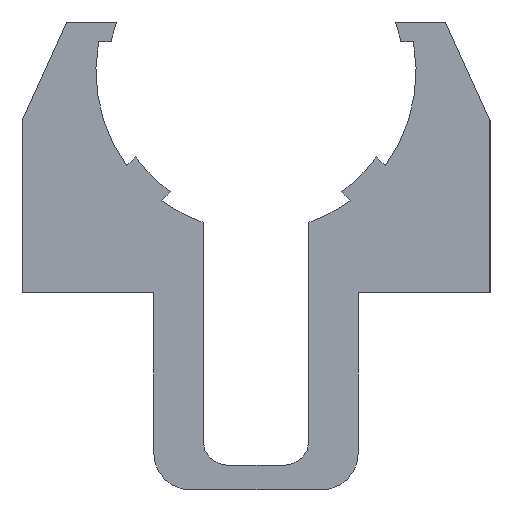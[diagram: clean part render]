
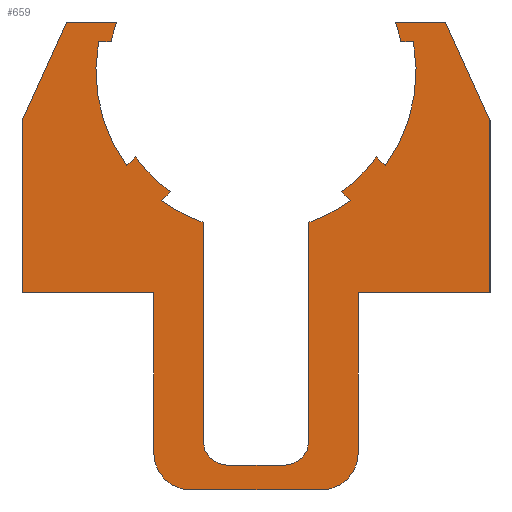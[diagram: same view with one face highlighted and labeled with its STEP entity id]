
A CAD part, left-side view. The second image highlights one B-rep face of the part: STEP entity #659.
In plain terms, the highlighted planar face has unit normal (-1, 0, 0).
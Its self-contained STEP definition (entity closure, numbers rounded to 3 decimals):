
#49=FACE_OUTER_BOUND('',#83,.T.);
#83=EDGE_LOOP('',(#536,#537,#538,#539,#540,#541,#542,#543,#544,#545,#546,
#547,#548,#549,#550,#551,#552,#553,#554,#555,#556,#557,#558,#559,#560,#561,
#562,#563,#564,#565,#566,#567));
#117=LINE('',#992,#189);
#120=LINE('',#997,#192);
#123=LINE('',#1005,#195);
#126=LINE('',#1013,#198);
#129=LINE('',#1021,#201);
#132=LINE('',#1029,#204);
#135=LINE('',#1037,#207);
#138=LINE('',#1045,#210);
#141=LINE('',#1053,#213);
#144=LINE('',#1061,#216);
#147=LINE('',#1069,#219);
#148=LINE('',#1074,#220);
#149=LINE('',#1076,#221);
#150=LINE('',#1078,#222);
#151=LINE('',#1080,#223);
#152=LINE('',#1082,#224);
#153=LINE('',#1086,#225);
#154=LINE('',#1090,#226);
#155=LINE('',#1092,#227);
#156=LINE('',#1093,#228);
#189=VECTOR('',#783,1000.);
#192=VECTOR('',#788,1000.);
#195=VECTOR('',#797,1000.);
#198=VECTOR('',#806,1000.);
#201=VECTOR('',#815,1000.);
#204=VECTOR('',#824,1000.);
#207=VECTOR('',#833,1000.);
#210=VECTOR('',#842,1000.);
#213=VECTOR('',#851,1000.);
#216=VECTOR('',#860,1000.);
#219=VECTOR('',#869,1000.);
#220=VECTOR('',#874,1000.);
#221=VECTOR('',#875,1000.);
#222=VECTOR('',#876,1000.);
#223=VECTOR('',#877,1000.);
#224=VECTOR('',#878,1000.);
#225=VECTOR('',#881,1000.);
#226=VECTOR('',#884,1000.);
#227=VECTOR('',#885,1000.);
#228=VECTOR('',#886,1000.);
#252=CIRCLE('',#690,6.);
#253=CIRCLE('',#693,6.5);
#254=CIRCLE('',#696,6.);
#255=CIRCLE('',#699,6.5);
#256=CIRCLE('',#702,1.);
#257=CIRCLE('',#705,1.);
#258=CIRCLE('',#708,6.5);
#259=CIRCLE('',#711,6.);
#260=CIRCLE('',#714,6.5);
#261=CIRCLE('',#717,6.);
#262=CIRCLE('',#718,1.5);
#263=CIRCLE('',#719,1.5);
#296=VERTEX_POINT('',#989);
#297=VERTEX_POINT('',#991);
#298=VERTEX_POINT('',#995);
#299=VERTEX_POINT('',#999);
#300=VERTEX_POINT('',#1003);
#301=VERTEX_POINT('',#1007);
#302=VERTEX_POINT('',#1011);
#303=VERTEX_POINT('',#1015);
#304=VERTEX_POINT('',#1019);
#305=VERTEX_POINT('',#1023);
#306=VERTEX_POINT('',#1027);
#307=VERTEX_POINT('',#1031);
#308=VERTEX_POINT('',#1035);
#309=VERTEX_POINT('',#1039);
#310=VERTEX_POINT('',#1043);
#311=VERTEX_POINT('',#1047);
#312=VERTEX_POINT('',#1051);
#313=VERTEX_POINT('',#1055);
#314=VERTEX_POINT('',#1059);
#315=VERTEX_POINT('',#1063);
#316=VERTEX_POINT('',#1067);
#317=VERTEX_POINT('',#1071);
#318=VERTEX_POINT('',#1073);
#319=VERTEX_POINT('',#1075);
#320=VERTEX_POINT('',#1077);
#321=VERTEX_POINT('',#1079);
#322=VERTEX_POINT('',#1081);
#323=VERTEX_POINT('',#1083);
#324=VERTEX_POINT('',#1085);
#325=VERTEX_POINT('',#1087);
#326=VERTEX_POINT('',#1089);
#327=VERTEX_POINT('',#1091);
#361=EDGE_CURVE('',#296,#297,#117,.T.);
#364=EDGE_CURVE('',#298,#296,#120,.T.);
#366=EDGE_CURVE('',#299,#298,#252,.T.);
#368=EDGE_CURVE('',#300,#299,#123,.T.);
#370=EDGE_CURVE('',#301,#300,#253,.T.);
#372=EDGE_CURVE('',#302,#301,#126,.T.);
#374=EDGE_CURVE('',#303,#302,#254,.T.);
#376=EDGE_CURVE('',#304,#303,#129,.T.);
#378=EDGE_CURVE('',#305,#304,#255,.T.);
#380=EDGE_CURVE('',#306,#305,#132,.T.);
#382=EDGE_CURVE('',#307,#306,#256,.T.);
#384=EDGE_CURVE('',#308,#307,#135,.T.);
#386=EDGE_CURVE('',#309,#308,#257,.T.);
#388=EDGE_CURVE('',#310,#309,#138,.T.);
#390=EDGE_CURVE('',#311,#310,#258,.T.);
#392=EDGE_CURVE('',#312,#311,#141,.T.);
#394=EDGE_CURVE('',#313,#312,#259,.T.);
#396=EDGE_CURVE('',#314,#313,#144,.T.);
#398=EDGE_CURVE('',#315,#314,#260,.T.);
#400=EDGE_CURVE('',#316,#315,#147,.T.);
#401=EDGE_CURVE('',#317,#316,#261,.T.);
#402=EDGE_CURVE('',#318,#317,#148,.T.);
#403=EDGE_CURVE('',#319,#318,#149,.T.);
#404=EDGE_CURVE('',#320,#319,#150,.T.);
#405=EDGE_CURVE('',#321,#320,#151,.T.);
#406=EDGE_CURVE('',#322,#321,#152,.T.);
#407=EDGE_CURVE('',#323,#322,#262,.T.);
#408=EDGE_CURVE('',#324,#323,#153,.T.);
#409=EDGE_CURVE('',#325,#324,#263,.T.);
#410=EDGE_CURVE('',#326,#325,#154,.T.);
#411=EDGE_CURVE('',#327,#326,#155,.T.);
#412=EDGE_CURVE('',#297,#327,#156,.T.);
#536=ORIENTED_EDGE('',*,*,#394,.F.);
#537=ORIENTED_EDGE('',*,*,#396,.F.);
#538=ORIENTED_EDGE('',*,*,#398,.F.);
#539=ORIENTED_EDGE('',*,*,#400,.F.);
#540=ORIENTED_EDGE('',*,*,#401,.F.);
#541=ORIENTED_EDGE('',*,*,#402,.F.);
#542=ORIENTED_EDGE('',*,*,#403,.F.);
#543=ORIENTED_EDGE('',*,*,#404,.F.);
#544=ORIENTED_EDGE('',*,*,#405,.F.);
#545=ORIENTED_EDGE('',*,*,#406,.F.);
#546=ORIENTED_EDGE('',*,*,#407,.F.);
#547=ORIENTED_EDGE('',*,*,#408,.F.);
#548=ORIENTED_EDGE('',*,*,#409,.F.);
#549=ORIENTED_EDGE('',*,*,#410,.F.);
#550=ORIENTED_EDGE('',*,*,#411,.F.);
#551=ORIENTED_EDGE('',*,*,#412,.F.);
#552=ORIENTED_EDGE('',*,*,#361,.F.);
#553=ORIENTED_EDGE('',*,*,#364,.F.);
#554=ORIENTED_EDGE('',*,*,#366,.F.);
#555=ORIENTED_EDGE('',*,*,#368,.F.);
#556=ORIENTED_EDGE('',*,*,#370,.F.);
#557=ORIENTED_EDGE('',*,*,#372,.F.);
#558=ORIENTED_EDGE('',*,*,#374,.F.);
#559=ORIENTED_EDGE('',*,*,#376,.F.);
#560=ORIENTED_EDGE('',*,*,#378,.F.);
#561=ORIENTED_EDGE('',*,*,#380,.F.);
#562=ORIENTED_EDGE('',*,*,#382,.F.);
#563=ORIENTED_EDGE('',*,*,#384,.F.);
#564=ORIENTED_EDGE('',*,*,#386,.F.);
#565=ORIENTED_EDGE('',*,*,#388,.F.);
#566=ORIENTED_EDGE('',*,*,#390,.F.);
#567=ORIENTED_EDGE('',*,*,#392,.F.);
#628=PLANE('',#716);
#659=ADVANCED_FACE('',(#49),#628,.F.);
#690=AXIS2_PLACEMENT_3D('',#1001,#792,#793);
#693=AXIS2_PLACEMENT_3D('',#1009,#801,#802);
#696=AXIS2_PLACEMENT_3D('',#1017,#810,#811);
#699=AXIS2_PLACEMENT_3D('',#1025,#819,#820);
#702=AXIS2_PLACEMENT_3D('',#1033,#828,#829);
#705=AXIS2_PLACEMENT_3D('',#1041,#837,#838);
#708=AXIS2_PLACEMENT_3D('',#1049,#846,#847);
#711=AXIS2_PLACEMENT_3D('',#1057,#855,#856);
#714=AXIS2_PLACEMENT_3D('',#1065,#864,#865);
#716=AXIS2_PLACEMENT_3D('',#1070,#870,#871);
#717=AXIS2_PLACEMENT_3D('',#1072,#872,#873);
#718=AXIS2_PLACEMENT_3D('',#1084,#879,#880);
#719=AXIS2_PLACEMENT_3D('',#1088,#882,#883);
#783=DIRECTION('',(0.,-0.412,-0.911));
#788=DIRECTION('',(0.,-1.,0.));
#792=DIRECTION('center_axis',(-1.,0.,0.));
#793=DIRECTION('ref_axis',(0.,0.,1.));
#797=DIRECTION('',(0.,1.,0.));
#801=DIRECTION('center_axis',(-1.,0.,0.));
#802=DIRECTION('ref_axis',(0.,0.,1.));
#806=DIRECTION('',(0.,-0.707,-0.707));
#810=DIRECTION('center_axis',(-1.,0.,0.));
#811=DIRECTION('ref_axis',(0.,0.,1.));
#815=DIRECTION('',(0.,0.707,0.707));
#819=DIRECTION('center_axis',(-1.,0.,0.));
#820=DIRECTION('ref_axis',(0.,0.,1.));
#824=DIRECTION('',(0.,0.,1.));
#828=DIRECTION('center_axis',(-1.,0.,0.));
#829=DIRECTION('ref_axis',(0.,0.,1.));
#833=DIRECTION('',(0.,-1.,0.));
#837=DIRECTION('center_axis',(-1.,0.,0.));
#838=DIRECTION('ref_axis',(0.,0.,1.));
#842=DIRECTION('',(0.,0.,-1.));
#846=DIRECTION('center_axis',(-1.,0.,0.));
#847=DIRECTION('ref_axis',(0.,0.,1.));
#851=DIRECTION('',(0.,0.707,-0.707));
#855=DIRECTION('center_axis',(-1.,0.,0.));
#856=DIRECTION('ref_axis',(0.,0.,1.));
#860=DIRECTION('',(0.,-0.707,0.707));
#864=DIRECTION('center_axis',(-1.,0.,0.));
#865=DIRECTION('ref_axis',(0.,0.,1.));
#869=DIRECTION('',(0.,1.,0.));
#870=DIRECTION('center_axis',(1.,0.,0.));
#871=DIRECTION('ref_axis',(0.,1.,0.));
#872=DIRECTION('center_axis',(-1.,0.,0.));
#873=DIRECTION('ref_axis',(0.,0.,1.));
#874=DIRECTION('',(0.,-1.,0.));
#875=DIRECTION('',(0.,-0.412,0.911));
#876=DIRECTION('',(0.,0.,1.));
#877=DIRECTION('',(0.,1.,0.));
#878=DIRECTION('',(0.,0.,1.));
#879=DIRECTION('center_axis',(1.,0.,0.));
#880=DIRECTION('ref_axis',(0.,0.,1.));
#881=DIRECTION('',(0.,1.,0.));
#882=DIRECTION('center_axis',(1.,0.,0.));
#883=DIRECTION('ref_axis',(0.,0.,1.));
#884=DIRECTION('',(0.,0.,-1.));
#885=DIRECTION('',(0.,1.,0.));
#886=DIRECTION('',(0.,0.,-1.));
#989=CARTESIAN_POINT('',(0.,-7.69,19.));
#991=CARTESIAN_POINT('',(0.,-9.5,15.));
#992=CARTESIAN_POINT('',(0.,-7.412,19.614));
#995=CARTESIAN_POINT('',(0.,-5.657,19.));
#997=CARTESIAN_POINT('',(0.,-2.828,19.));
#999=CARTESIAN_POINT('',(0.,-5.879,18.2));
#1001=CARTESIAN_POINT('Origin',(0.,0.,17.));
#1003=CARTESIAN_POINT('',(0.,-6.388,18.2));
#1005=CARTESIAN_POINT('',(0.,-3.194,18.2));
#1007=CARTESIAN_POINT('',(0.,-5.249,13.166));
#1009=CARTESIAN_POINT('Origin',(0.,0.,17.));
#1011=CARTESIAN_POINT('',(0.,-4.89,13.524));
#1013=CARTESIAN_POINT('',(0.,-2.799,15.615));
#1015=CARTESIAN_POINT('',(0.,-3.476,12.11));
#1017=CARTESIAN_POINT('Origin',(0.,0.,17.));
#1019=CARTESIAN_POINT('',(0.,-3.834,11.751));
#1021=CARTESIAN_POINT('',(0.,-1.385,14.201));
#1023=CARTESIAN_POINT('',(0.,-2.15,10.866));
#1025=CARTESIAN_POINT('Origin',(0.,0.,17.));
#1027=CARTESIAN_POINT('',(0.,-2.15,2.));
#1029=CARTESIAN_POINT('',(0.,-2.15,13.933));
#1031=CARTESIAN_POINT('',(0.,-1.15,1.));
#1033=CARTESIAN_POINT('Origin',(0.,-1.15,2.));
#1035=CARTESIAN_POINT('',(0.,1.15,1.));
#1037=CARTESIAN_POINT('',(0.,-0.575,1.));
#1039=CARTESIAN_POINT('',(0.,2.15,2.));
#1041=CARTESIAN_POINT('Origin',(0.,1.15,2.));
#1043=CARTESIAN_POINT('',(0.,2.15,10.866));
#1045=CARTESIAN_POINT('',(0.,2.15,13.933));
#1047=CARTESIAN_POINT('',(0.,3.834,11.751));
#1049=CARTESIAN_POINT('Origin',(0.,0.,17.));
#1051=CARTESIAN_POINT('',(0.,3.476,12.11));
#1053=CARTESIAN_POINT('',(0.,1.385,14.201));
#1055=CARTESIAN_POINT('',(0.,4.89,13.524));
#1057=CARTESIAN_POINT('Origin',(0.,0.,17.));
#1059=CARTESIAN_POINT('',(0.,5.249,13.166));
#1061=CARTESIAN_POINT('',(0.,2.799,15.615));
#1063=CARTESIAN_POINT('',(0.,6.388,18.2));
#1065=CARTESIAN_POINT('Origin',(0.,0.,17.));
#1067=CARTESIAN_POINT('',(0.,5.879,18.2));
#1069=CARTESIAN_POINT('',(0.,3.194,18.2));
#1070=CARTESIAN_POINT('Origin',(0.,0.,17.));
#1071=CARTESIAN_POINT('',(0.,5.657,19.));
#1072=CARTESIAN_POINT('Origin',(0.,0.,17.));
#1073=CARTESIAN_POINT('',(0.,7.69,19.));
#1074=CARTESIAN_POINT('',(0.,2.828,19.));
#1075=CARTESIAN_POINT('',(0.,9.5,15.));
#1076=CARTESIAN_POINT('',(0.,7.412,19.614));
#1077=CARTESIAN_POINT('',(0.,9.5,8.));
#1078=CARTESIAN_POINT('',(0.,9.5,16.));
#1079=CARTESIAN_POINT('',(0.,4.15,8.));
#1080=CARTESIAN_POINT('',(0.,4.75,8.));
#1081=CARTESIAN_POINT('',(0.,4.15,1.5));
#1082=CARTESIAN_POINT('',(0.,4.15,12.5));
#1083=CARTESIAN_POINT('',(0.,2.65,0.));
#1084=CARTESIAN_POINT('Origin',(0.,2.65,1.5));
#1085=CARTESIAN_POINT('',(0.,-2.65,0.));
#1086=CARTESIAN_POINT('',(0.,-1.325,0.));
#1087=CARTESIAN_POINT('',(0.,-4.15,1.5));
#1088=CARTESIAN_POINT('Origin',(0.,-2.65,1.5));
#1089=CARTESIAN_POINT('',(0.,-4.15,8.));
#1090=CARTESIAN_POINT('',(0.,-4.15,12.5));
#1091=CARTESIAN_POINT('',(0.,-9.5,8.));
#1092=CARTESIAN_POINT('',(0.,-4.75,8.));
#1093=CARTESIAN_POINT('',(0.,-9.5,16.));
